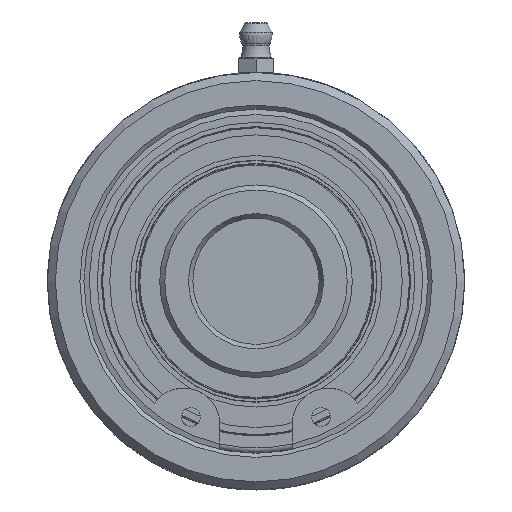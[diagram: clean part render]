
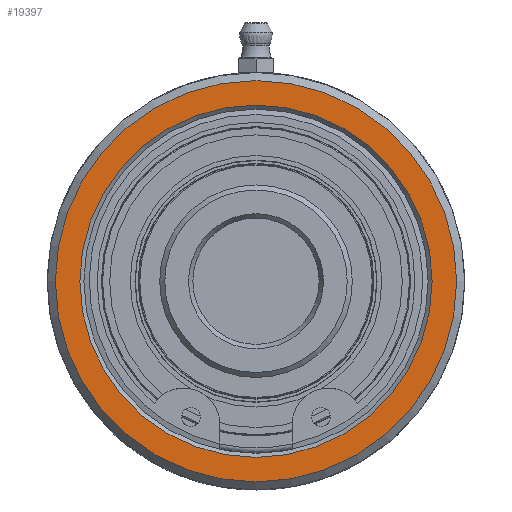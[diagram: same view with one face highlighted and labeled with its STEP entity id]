
A CAD part, left-side view. The second image highlights one B-rep face of the part: STEP entity #19397.
In plain terms, the highlighted planar face has unit normal (-1, 0, 0).
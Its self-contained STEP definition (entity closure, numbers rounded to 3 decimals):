
#224=FACE_BOUND('',#3323,.T.);
#1084=PLANE('',#20604);
#2107=FACE_OUTER_BOUND('',#3322,.T.);
#3322=EDGE_LOOP('',(#17365));
#3323=EDGE_LOOP('',(#17366));
#5044=CIRCLE('',#20603,39.7);
#5045=CIRCLE('',#20605,34.85);
#9139=VERTEX_POINT('',#44376);
#9140=VERTEX_POINT('',#44380);
#11909=EDGE_CURVE('',#9139,#9139,#5044,.T.);
#11910=EDGE_CURVE('',#9140,#9140,#5045,.T.);
#17365=ORIENTED_EDGE('',*,*,#11909,.F.);
#17366=ORIENTED_EDGE('',*,*,#11910,.F.);
#19397=ADVANCED_FACE('',(#2107,#224),#1084,.F.);
#20603=AXIS2_PLACEMENT_3D('',#44378,#24019,#24020);
#20604=AXIS2_PLACEMENT_3D('',#44379,#24021,#24022);
#20605=AXIS2_PLACEMENT_3D('',#44381,#24023,#24024);
#24019=DIRECTION('center_axis',(1.,0.,0.));
#24020=DIRECTION('ref_axis',(0.,0.,
1.));
#24021=DIRECTION('center_axis',(1.,0.,0.));
#24022=DIRECTION('ref_axis',(0.,0.,
1.));
#24023=DIRECTION('center_axis',(-1.,0.,0.));
#24024=DIRECTION('ref_axis',(0.,0.,
-1.));
#44376=CARTESIAN_POINT('',(42.01,0.,-39.7));
#44378=CARTESIAN_POINT('Origin',(42.01,0.,0.));
#44379=CARTESIAN_POINT('Origin',(42.01,0.,-20.65));
#44380=CARTESIAN_POINT('',(42.01,0.,34.85));
#44381=CARTESIAN_POINT('Origin',(42.01,0.,0.));
